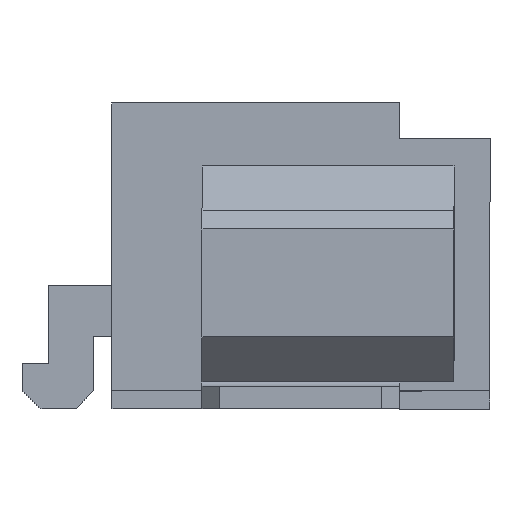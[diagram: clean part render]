
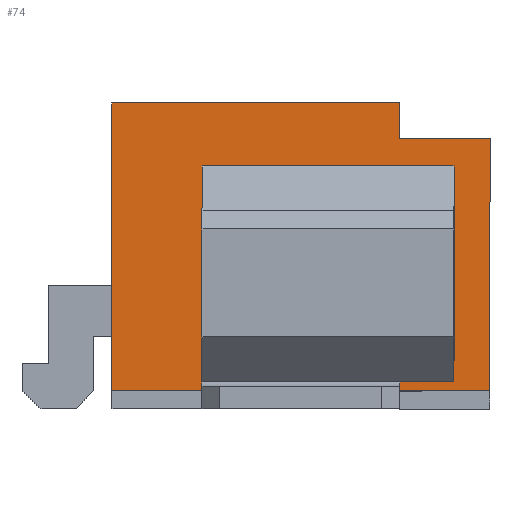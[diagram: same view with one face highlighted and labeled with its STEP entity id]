
A CAD part, left-side view. The second image highlights one B-rep face of the part: STEP entity #74.
In plain terms, the highlighted planar face has unit normal (-1, 0, 0).
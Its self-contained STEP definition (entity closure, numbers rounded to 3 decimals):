
#58=FACE_BOUND('',#509,.T.);
#59=FACE_BOUND('',#510,.T.);
#74=ADVANCED_FACE('',(#58,#59),#223,.F.);
#223=PLANE('',#2962);
#509=EDGE_LOOP('',(#718,#719,#720,#721,#722,#723));
#510=EDGE_LOOP('',(#724,#725,#726,#727));
#718=ORIENTED_EDGE('',*,*,#1809,.F.);
#719=ORIENTED_EDGE('',*,*,#1810,.T.);
#720=ORIENTED_EDGE('',*,*,#1811,.F.);
#721=ORIENTED_EDGE('',*,*,#1812,.F.);
#722=ORIENTED_EDGE('',*,*,#1780,.F.);
#723=ORIENTED_EDGE('',*,*,#1813,.F.);
#724=ORIENTED_EDGE('',*,*,#1814,.F.);
#725=ORIENTED_EDGE('',*,*,#1815,.F.);
#726=ORIENTED_EDGE('',*,*,#1816,.T.);
#727=ORIENTED_EDGE('',*,*,#1817,.T.);
#1507=VERTEX_POINT('',#3899);
#1508=VERTEX_POINT('',#3901);
#1534=VERTEX_POINT('',#3959);
#1535=VERTEX_POINT('',#3960);
#1536=VERTEX_POINT('',#3962);
#1537=VERTEX_POINT('',#3964);
#1538=VERTEX_POINT('',#3968);
#1539=VERTEX_POINT('',#3969);
#1540=VERTEX_POINT('',#3971);
#1541=VERTEX_POINT('',#3973);
#1780=EDGE_CURVE('',#1507,#1508,#2191,.T.);
#1809=EDGE_CURVE('',#1534,#1535,#2220,.T.);
#1810=EDGE_CURVE('',#1534,#1536,#2221,.T.);
#1811=EDGE_CURVE('',#1537,#1536,#2222,.T.);
#1812=EDGE_CURVE('',#1508,#1537,#2223,.T.);
#1813=EDGE_CURVE('',#1535,#1507,#2224,.T.);
#1814=EDGE_CURVE('',#1538,#1539,#2225,.T.);
#1815=EDGE_CURVE('',#1540,#1538,#2226,.T.);
#1816=EDGE_CURVE('',#1540,#1541,#2227,.T.);
#1817=EDGE_CURVE('',#1541,#1539,#2228,.T.);
#2191=LINE('',#3900,#2586);
#2220=LINE('',#3958,#2615);
#2221=LINE('',#3961,#2616);
#2222=LINE('',#3963,#2617);
#2223=LINE('',#3965,#2618);
#2224=LINE('',#3966,#2619);
#2225=LINE('',#3967,#2620);
#2226=LINE('',#3970,#2621);
#2227=LINE('',#3972,#2622);
#2228=LINE('',#3974,#2623);
#2586=VECTOR('',#3151,1.);
#2615=VECTOR('',#3186,1.);
#2616=VECTOR('',#3187,1.);
#2617=VECTOR('',#3188,1.);
#2618=VECTOR('',#3189,1.);
#2619=VECTOR('',#3190,1.);
#2620=VECTOR('',#3191,1.);
#2621=VECTOR('',#3192,1.);
#2622=VECTOR('',#3193,1.);
#2623=VECTOR('',#3194,1.);
#2962=AXIS2_PLACEMENT_3D('',#3975,#3195,#3196);
#3151=DIRECTION('',(0.,1.,0.));
#3186=DIRECTION('',(0.,-1.,0.));
#3187=DIRECTION('',(0.,0.,1.));
#3188=DIRECTION('',(0.,-1.,0.));
#3189=DIRECTION('',(0.,0.,1.));
#3190=DIRECTION('',(0.,0.,-1.));
#3191=DIRECTION('',(0.,0.,-1.));
#3192=DIRECTION('',(0.,1.,0.));
#3193=DIRECTION('',(0.,0.,-1.));
#3194=DIRECTION('',(0.,1.,0.));
#3195=DIRECTION('',(1.,0.,0.));
#3196=DIRECTION('',(0.,0.,-1.));
#3899=CARTESIAN_POINT('',(-2.75,1.,0.));
#3900=CARTESIAN_POINT('',(-2.75,1.,0.));
#3901=CARTESIAN_POINT('',(-2.75,5.2,0.));
#3958=CARTESIAN_POINT('',(-2.75,2.,2.8));
#3959=CARTESIAN_POINT('',(-2.75,2.,2.8));
#3960=CARTESIAN_POINT('',(-2.75,1.,2.8));
#3961=CARTESIAN_POINT('',(-2.75,2.,2.8));
#3962=CARTESIAN_POINT('',(-2.75,2.,3.2));
#3963=CARTESIAN_POINT('',(-2.75,5.2,3.2));
#3964=CARTESIAN_POINT('',(-2.75,5.2,3.2));
#3965=CARTESIAN_POINT('',(-2.75,5.2,0.));
#3966=CARTESIAN_POINT('',(-2.75,1.,3.2));
#3967=CARTESIAN_POINT('',(-2.75,4.2,2.5));
#3968=CARTESIAN_POINT('',(-2.75,4.2,2.5));
#3969=CARTESIAN_POINT('',(-2.75,4.2,0.1));
#3970=CARTESIAN_POINT('',(-2.75,1.4,2.5));
#3971=CARTESIAN_POINT('',(-2.75,1.4,2.5));
#3972=CARTESIAN_POINT('',(-2.75,1.4,2.5));
#3973=CARTESIAN_POINT('',(-2.75,1.4,0.1));
#3974=CARTESIAN_POINT('',(-2.75,1.4,0.1));
#3975=CARTESIAN_POINT('',(-2.75,0.,0.));
